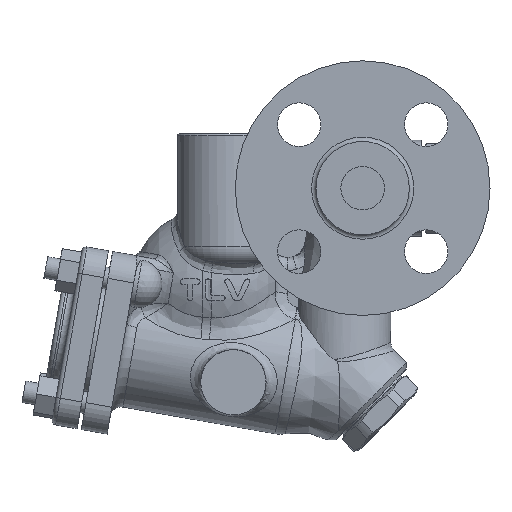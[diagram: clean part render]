
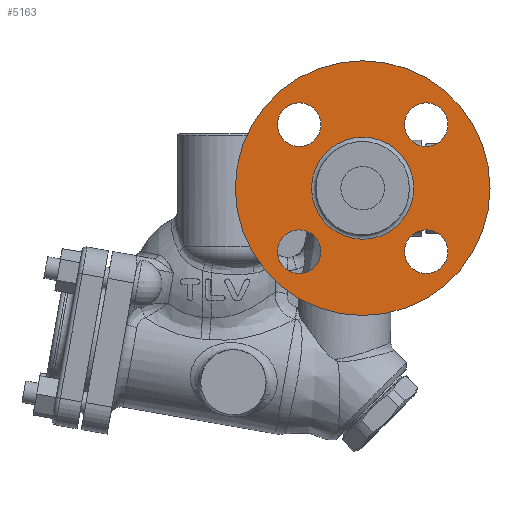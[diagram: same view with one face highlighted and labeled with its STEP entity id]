
A CAD part, front view. The second image highlights one B-rep face of the part: STEP entity #5163.
In plain terms, the highlighted planar face has unit normal (0, -1, 0).
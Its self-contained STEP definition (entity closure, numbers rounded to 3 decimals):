
#229=FACE_BOUND('',#1534,.T.);
#230=FACE_BOUND('',#1535,.T.);
#231=FACE_BOUND('',#1536,.T.);
#232=FACE_BOUND('',#1537,.T.);
#233=FACE_BOUND('',#1538,.T.);
#771=CIRCLE('',#5700,58.5);
#774=CIRCLE('',#5706,10.);
#775=CIRCLE('',#5708,10.);
#776=CIRCLE('',#5710,10.);
#777=CIRCLE('',#5712,10.);
#780=CIRCLE('',#5718,23.45);
#1113=FACE_OUTER_BOUND('',#1533,.T.);
#1533=EDGE_LOOP('',(#4696));
#1534=EDGE_LOOP('',(#4697));
#1535=EDGE_LOOP('',(#4698));
#1536=EDGE_LOOP('',(#4699));
#1537=EDGE_LOOP('',(#4700));
#1538=EDGE_LOOP('',(#4701));
#2532=VERTEX_POINT('',#11782);
#2535=VERTEX_POINT('',#11791);
#2536=VERTEX_POINT('',#11794);
#2537=VERTEX_POINT('',#11797);
#2538=VERTEX_POINT('',#11800);
#2541=VERTEX_POINT('',#11809);
#3257=EDGE_CURVE('',#2532,#2532,#771,.T.);
#3260=EDGE_CURVE('',#2535,#2535,#774,.T.);
#3261=EDGE_CURVE('',#2536,#2536,#775,.T.);
#3262=EDGE_CURVE('',#2537,#2537,#776,.T.);
#3263=EDGE_CURVE('',#2538,#2538,#777,.T.);
#3266=EDGE_CURVE('',#2541,#2541,#780,.T.);
#4696=ORIENTED_EDGE('',*,*,#3257,.F.);
#4697=ORIENTED_EDGE('',*,*,#3263,.T.);
#4698=ORIENTED_EDGE('',*,*,#3262,.T.);
#4699=ORIENTED_EDGE('',*,*,#3261,.T.);
#4700=ORIENTED_EDGE('',*,*,#3260,.T.);
#4701=ORIENTED_EDGE('',*,*,#3266,.F.);
#4849=PLANE('',#5717);
#5163=ADVANCED_FACE('',(#1113,#229,#230,#231,#232,#233),#4849,.T.);
#5700=AXIS2_PLACEMENT_3D('',#11783,#7026,#7027);
#5706=AXIS2_PLACEMENT_3D('',#11792,#7038,#7039);
#5708=AXIS2_PLACEMENT_3D('',#11795,#7042,#7043);
#5710=AXIS2_PLACEMENT_3D('',#11798,#7046,#7047);
#5712=AXIS2_PLACEMENT_3D('',#11801,#7050,#7051);
#5717=AXIS2_PLACEMENT_3D('',#11808,#7060,#7061);
#5718=AXIS2_PLACEMENT_3D('',#11810,#7062,#7063);
#7026=DIRECTION('center_axis',(0.,1.,0.));
#7027=DIRECTION('ref_axis',(1.,0.,0.));
#7038=DIRECTION('center_axis',(0.,1.,0.));
#7039=DIRECTION('ref_axis',(0.,0.,1.));
#7042=DIRECTION('center_axis',(0.,1.,0.));
#7043=DIRECTION('ref_axis',(-1.,0.,0.));
#7046=DIRECTION('center_axis',(0.,1.,0.));
#7047=DIRECTION('ref_axis',(0.,0.,-1.));
#7050=DIRECTION('center_axis',(0.,1.,0.));
#7051=DIRECTION('ref_axis',(1.,0.,0.));
#7060=DIRECTION('center_axis',(0.,-1.,0.));
#7061=DIRECTION('ref_axis',(0.,0.,-1.));
#7062=DIRECTION('center_axis',(0.,-1.,0.));
#7063=DIRECTION('ref_axis',(0.,0.,-1.));
#11782=CARTESIAN_POINT('',(122.,-86.6,128.5));
#11783=CARTESIAN_POINT('Origin',(122.,-86.6,70.));
#11791=CARTESIAN_POINT('',(92.832,-86.6,109.168));
#11792=CARTESIAN_POINT('Origin',(92.832,-86.6,99.168));
#11794=CARTESIAN_POINT('',(82.832,-86.6,40.832));
#11795=CARTESIAN_POINT('Origin',(92.832,-86.6,40.832));
#11797=CARTESIAN_POINT('',(151.168,-86.6,30.832));
#11798=CARTESIAN_POINT('Origin',(151.168,-86.6,40.832));
#11800=CARTESIAN_POINT('',(161.168,-86.6,99.168));
#11801=CARTESIAN_POINT('Origin',(151.168,-86.6,99.168));
#11808=CARTESIAN_POINT('Origin',(122.,-86.6,128.5));
#11809=CARTESIAN_POINT('',(122.,-86.6,93.45));
#11810=CARTESIAN_POINT('Origin',(122.,-86.6,70.));
